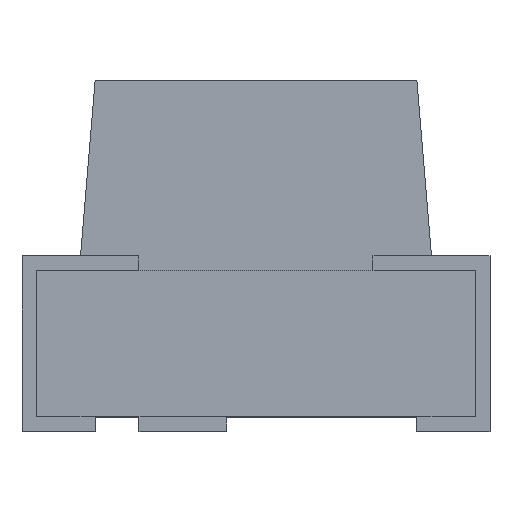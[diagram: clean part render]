
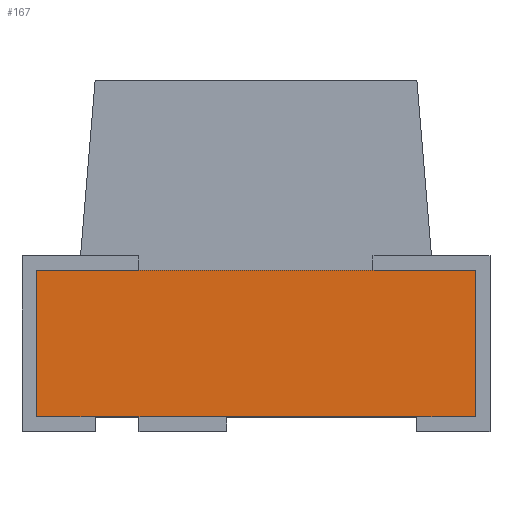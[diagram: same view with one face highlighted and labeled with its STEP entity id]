
A CAD part, top view. The second image highlights one B-rep face of the part: STEP entity #167.
In plain terms, the highlighted planar face has unit normal (0, 0, 1).
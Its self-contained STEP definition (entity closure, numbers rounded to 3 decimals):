
#32 = VERTEX_POINT('',#33);
#33 = CARTESIAN_POINT('',(0.55,-0.25,0.6));
#39 = EDGE_CURVE('',#32,#40,#42,.T.);
#40 = VERTEX_POINT('',#41);
#41 = CARTESIAN_POINT('',(-0.1,-0.25,0.6));
#42 = LINE('',#43,#44);
#43 = CARTESIAN_POINT('',(0.75,-0.25,0.6));
#44 = VECTOR('',#45,1.);
#45 = DIRECTION('',(-1.,0.,0.));
#167 = ADVANCED_FACE('',(#168),#241,.T.);
#168 = FACE_BOUND('',#169,.F.);
#169 = EDGE_LOOP('',(#170,#180,#188,#196,#204,#210,#211,#219,#227,#235)
  );
#170 = ORIENTED_EDGE('',*,*,#171,.T.);
#171 = EDGE_CURVE('',#172,#174,#176,.T.);
#172 = VERTEX_POINT('',#173);
#173 = CARTESIAN_POINT('',(-0.75,0.25,0.6));
#174 = VERTEX_POINT('',#175);
#175 = CARTESIAN_POINT('',(-0.4,0.25,0.6));
#176 = LINE('',#177,#178);
#177 = CARTESIAN_POINT('',(-0.75,0.25,0.6));
#178 = VECTOR('',#179,1.);
#179 = DIRECTION('',(1.,0.,0.));
#180 = ORIENTED_EDGE('',*,*,#181,.T.);
#181 = EDGE_CURVE('',#174,#182,#184,.T.);
#182 = VERTEX_POINT('',#183);
#183 = CARTESIAN_POINT('',(0.4,0.25,0.6));
#184 = LINE('',#185,#186);
#185 = CARTESIAN_POINT('',(-0.75,0.25,0.6));
#186 = VECTOR('',#187,1.);
#187 = DIRECTION('',(1.,0.,0.));
#188 = ORIENTED_EDGE('',*,*,#189,.T.);
#189 = EDGE_CURVE('',#182,#190,#192,.T.);
#190 = VERTEX_POINT('',#191);
#191 = CARTESIAN_POINT('',(0.75,0.25,0.6));
#192 = LINE('',#193,#194);
#193 = CARTESIAN_POINT('',(-0.75,0.25,0.6));
#194 = VECTOR('',#195,1.);
#195 = DIRECTION('',(1.,0.,0.));
#196 = ORIENTED_EDGE('',*,*,#197,.T.);
#197 = EDGE_CURVE('',#190,#198,#200,.T.);
#198 = VERTEX_POINT('',#199);
#199 = CARTESIAN_POINT('',(0.75,-0.25,0.6));
#200 = LINE('',#201,#202);
#201 = CARTESIAN_POINT('',(0.75,0.25,0.6));
#202 = VECTOR('',#203,1.);
#203 = DIRECTION('',(0.,-1.,0.));
#204 = ORIENTED_EDGE('',*,*,#205,.T.);
#205 = EDGE_CURVE('',#198,#32,#206,.T.);
#206 = LINE('',#207,#208);
#207 = CARTESIAN_POINT('',(0.75,-0.25,0.6));
#208 = VECTOR('',#209,1.);
#209 = DIRECTION('',(-1.,0.,0.));
#210 = ORIENTED_EDGE('',*,*,#39,.T.);
#211 = ORIENTED_EDGE('',*,*,#212,.F.);
#212 = EDGE_CURVE('',#213,#40,#215,.T.);
#213 = VERTEX_POINT('',#214);
#214 = CARTESIAN_POINT('',(-0.4,-0.25,0.6));
#215 = LINE('',#216,#217);
#216 = CARTESIAN_POINT('',(-0.4,-0.25,0.6));
#217 = VECTOR('',#218,1.);
#218 = DIRECTION('',(1.,0.,0.));
#219 = ORIENTED_EDGE('',*,*,#220,.T.);
#220 = EDGE_CURVE('',#213,#221,#223,.T.);
#221 = VERTEX_POINT('',#222);
#222 = CARTESIAN_POINT('',(-0.55,-0.25,0.6));
#223 = LINE('',#224,#225);
#224 = CARTESIAN_POINT('',(0.75,-0.25,0.6));
#225 = VECTOR('',#226,1.);
#226 = DIRECTION('',(-1.,0.,0.));
#227 = ORIENTED_EDGE('',*,*,#228,.T.);
#228 = EDGE_CURVE('',#221,#229,#231,.T.);
#229 = VERTEX_POINT('',#230);
#230 = CARTESIAN_POINT('',(-0.75,-0.25,0.6));
#231 = LINE('',#232,#233);
#232 = CARTESIAN_POINT('',(0.75,-0.25,0.6));
#233 = VECTOR('',#234,1.);
#234 = DIRECTION('',(-1.,0.,0.));
#235 = ORIENTED_EDGE('',*,*,#236,.T.);
#236 = EDGE_CURVE('',#229,#172,#237,.T.);
#237 = LINE('',#238,#239);
#238 = CARTESIAN_POINT('',(-0.75,-0.25,0.6));
#239 = VECTOR('',#240,1.);
#240 = DIRECTION('',(0.,1.,0.));
#241 = PLANE('',#242);
#242 = AXIS2_PLACEMENT_3D('',#243,#244,#245);
#243 = CARTESIAN_POINT('',(0.,0.,0.6));
#244 = DIRECTION('',(0.,0.,1.));
#245 = DIRECTION('',(1.,0.,0.));
